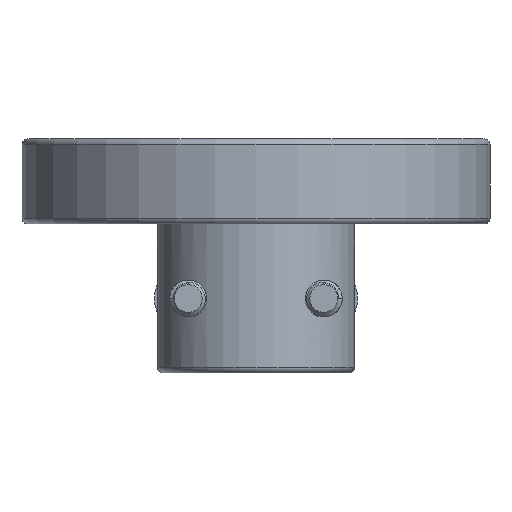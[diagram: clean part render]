
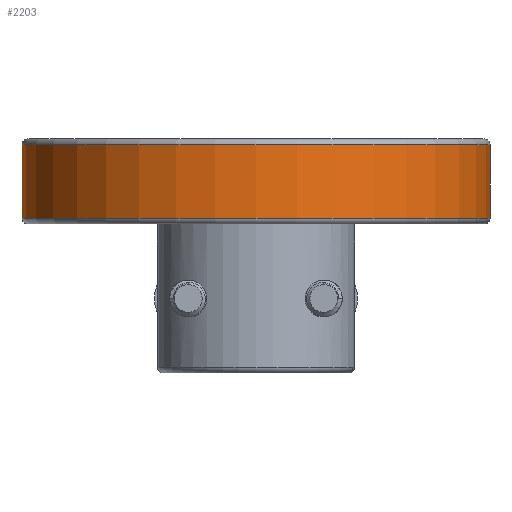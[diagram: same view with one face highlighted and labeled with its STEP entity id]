
A CAD part, front view. The second image highlights one B-rep face of the part: STEP entity #2203.
In plain terms, the highlighted cylindrical face has radius 19 mm (diameter 38 mm), a partial arc.
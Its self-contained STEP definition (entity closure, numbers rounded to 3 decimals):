
#766 = CARTESIAN_POINT ( 'NONE',  ( 0., 0., -6.9 ) ) ;
#1133 = ORIENTED_EDGE ( 'NONE', *, *, #5634, .F. ) ;
#1185 = DIRECTION ( 'NONE',  ( -1., 0., 0. ) ) ;
#2025 = VECTOR ( 'NONE', #6298, 1000. ) ;
#2203 = ADVANCED_FACE ( 'NONE', ( #8679 ), #15718, .T. ) ;
#2470 = VECTOR ( 'NONE', #7629, 1000. ) ;
#2580 = ORIENTED_EDGE ( 'NONE', *, *, #5755, .T. ) ;
#2639 = VERTEX_POINT ( 'NONE', #11183 ) ;
#4036 = VERTEX_POINT ( 'NONE', #13700 ) ;
#4275 = DIRECTION ( 'NONE',  ( 0., 0., -1. ) ) ;
#5059 = AXIS2_PLACEMENT_3D ( 'NONE', #766, #9168, #17489 ) ;
#5634 = EDGE_CURVE ( 'NONE', #4036, #7693, #9923, .T. ) ;
#5755 = EDGE_CURVE ( 'NONE', #2639, #10932, #12337, .T. ) ;
#6298 = DIRECTION ( 'NONE',  ( 0., 0., 1. ) ) ;
#6359 = CARTESIAN_POINT ( 'NONE',  ( 19., 0., -6.9 ) ) ;
#6644 = CARTESIAN_POINT ( 'NONE',  ( 19., 0., -0.475 ) ) ;
#7629 = DIRECTION ( 'NONE',  ( 0., 0., 1. ) ) ;
#7693 = VERTEX_POINT ( 'NONE', #14557 ) ;
#8679 = FACE_OUTER_BOUND ( 'NONE', #14723, .T. ) ;
#9168 = DIRECTION ( 'NONE',  ( 0., 0., 1. ) ) ;
#9568 = AXIS2_PLACEMENT_3D ( 'NONE', #12631, #4275, #14035 ) ;
#9580 = DIRECTION ( 'NONE',  ( 0., 0., 1. ) ) ;
#9923 = LINE ( 'NONE', #17372, #2470 ) ;
#10201 = AXIS2_PLACEMENT_3D ( 'NONE', #17943, #9580, #1185 ) ;
#10579 = ORIENTED_EDGE ( 'NONE', *, *, #12308, .T. ) ;
#10651 = CIRCLE ( 'NONE', #10201, 19. ) ;
#10932 = VERTEX_POINT ( 'NONE', #6644 ) ;
#11183 = CARTESIAN_POINT ( 'NONE',  ( 19., 0., -6.425 ) ) ;
#12308 = EDGE_CURVE ( 'NONE', #4036, #2639, #10651, .T. ) ;
#12337 = LINE ( 'NONE', #6359, #2025 ) ;
#12421 = EDGE_CURVE ( 'NONE', #10932, #7693, #17623, .T. ) ;
#12631 = CARTESIAN_POINT ( 'NONE',  ( 0., 0., -0.475 ) ) ;
#13700 = CARTESIAN_POINT ( 'NONE',  ( -19., 0., -6.425 ) ) ;
#14035 = DIRECTION ( 'NONE',  ( 1., 0., 0. ) ) ;
#14557 = CARTESIAN_POINT ( 'NONE',  ( -19., 0., -0.475 ) ) ;
#14723 = EDGE_LOOP ( 'NONE', ( #1133, #10579, #2580, #16962 ) ) ;
#15718 = CYLINDRICAL_SURFACE ( 'NONE', #5059, 19. ) ;
#16962 = ORIENTED_EDGE ( 'NONE', *, *, #12421, .T. ) ;
#17372 = CARTESIAN_POINT ( 'NONE',  ( -19., 0., -6.9 ) ) ;
#17489 = DIRECTION ( 'NONE',  ( 1., 0., 0. ) ) ;
#17623 = CIRCLE ( 'NONE', #9568, 19. ) ;
#17943 = CARTESIAN_POINT ( 'NONE',  ( 0., 0., -6.425 ) ) ;
